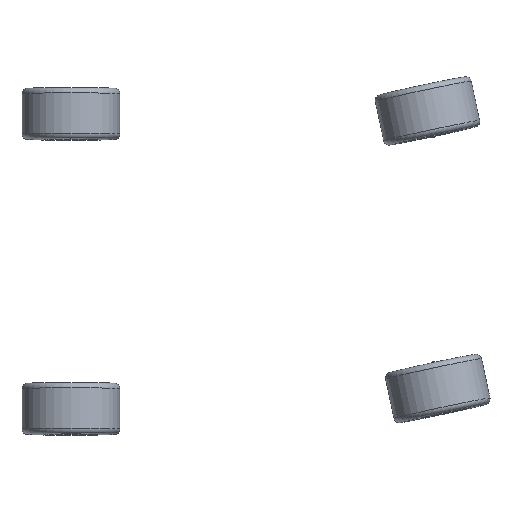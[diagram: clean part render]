
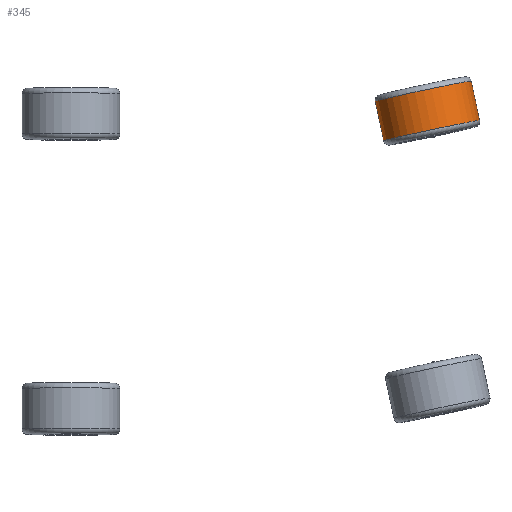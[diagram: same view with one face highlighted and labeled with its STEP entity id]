
A CAD part, top view. The second image highlights one B-rep face of the part: STEP entity #345.
In plain terms, the highlighted cylindrical face has radius 232.5 mm (diameter 465 mm), a partial arc.
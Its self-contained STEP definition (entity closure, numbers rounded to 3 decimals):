
#248=CARTESIAN_POINT('Vertex',(2053.209,745.5,230.)) ;
#255=CARTESIAN_POINT('Vertex',(1588.209,745.5,230.)) ;
#275=CARTESIAN_POINT('Axis2P3D Location',(1820.709,745.5,230.)) ;
#315=CARTESIAN_POINT('Axis2P3D Location',(1820.709,650.,230.)) ;
#320=CARTESIAN_POINT('Line Origine',(2053.209,650.,230.)) ;
#324=CARTESIAN_POINT('Vertex',(2053.209,554.5,230.)) ;
#327=CARTESIAN_POINT('Line Origine',(1588.209,650.,230.)) ;
#331=CARTESIAN_POINT('Vertex',(1588.209,554.5,230.)) ;
#334=CARTESIAN_POINT('Axis2P3D Location',(1820.709,554.5,230.)) ;
#276=DIRECTION('Axis2P3D Direction',(0.,1.,0.)) ;
#316=DIRECTION('Axis2P3D Direction',(0.,1.,0.)) ;
#317=DIRECTION('Axis2P3D XDirection',(-1.,0.,0.)) ;
#321=DIRECTION('Vector Direction',(0.,1.,0.)) ;
#328=DIRECTION('Vector Direction',(0.,1.,0.)) ;
#335=DIRECTION('Axis2P3D Direction',(0.,1.,0.)) ;
#277=AXIS2_PLACEMENT_3D('Circle Axis2P3D',#275,#276,$) ;
#318=AXIS2_PLACEMENT_3D('Cylinder Axis2P3D',#315,#316,#317) ;
#336=AXIS2_PLACEMENT_3D('Circle Axis2P3D',#334,#335,$) ;
#340=ORIENTED_EDGE('',*,*,#326,.T.) ;
#341=ORIENTED_EDGE('',*,*,#279,.F.) ;
#342=ORIENTED_EDGE('',*,*,#333,.F.) ;
#343=ORIENTED_EDGE('',*,*,#338,.T.) ;
#322=VECTOR('Line Direction',#321,1.) ;
#329=VECTOR('Line Direction',#328,1.) ;
#345=ADVANCED_FACE('',(#344),#319,.T.) ;
#278=CIRCLE('generated circle',#277,232.5) ;
#337=CIRCLE('generated circle',#336,232.5) ;
#319=CYLINDRICAL_SURFACE('generated cylinder',#318,232.5) ;
#279=EDGE_CURVE('',#256,#249,#278,.T.) ;
#326=EDGE_CURVE('',#325,#249,#323,.T.) ;
#333=EDGE_CURVE('',#332,#256,#330,.T.) ;
#338=EDGE_CURVE('',#332,#325,#337,.T.) ;
#339=EDGE_LOOP('',(#340,#341,#342,#343)) ;
#344=FACE_OUTER_BOUND('',#339,.T.) ;
#323=LINE('Line',#320,#322) ;
#330=LINE('Line',#327,#329) ;
#249=VERTEX_POINT('',#248) ;
#256=VERTEX_POINT('',#255) ;
#325=VERTEX_POINT('',#324) ;
#332=VERTEX_POINT('',#331) ;
